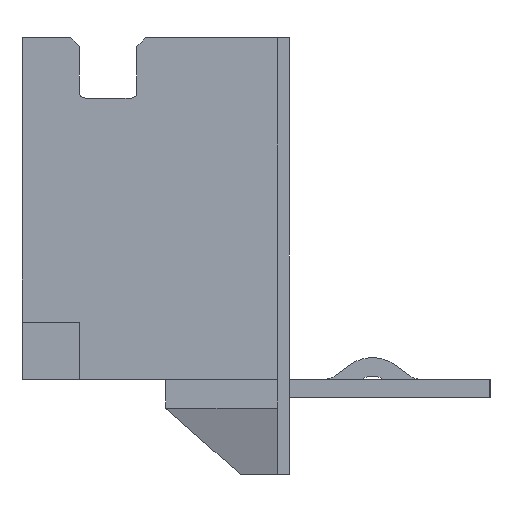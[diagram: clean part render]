
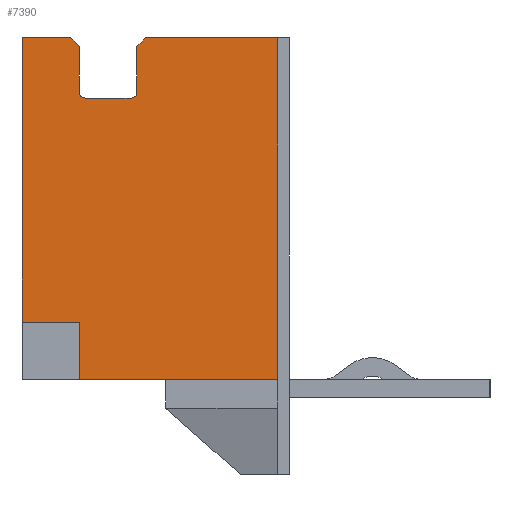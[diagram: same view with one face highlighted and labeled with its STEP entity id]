
A CAD part, left-side view. The second image highlights one B-rep face of the part: STEP entity #7390.
In plain terms, the highlighted planar face has unit normal (-1, 0, 0).
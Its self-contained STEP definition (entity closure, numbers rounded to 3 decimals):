
#120=DIRECTION('',(0.,-1.,0.));
#121=VECTOR('',#120,3.45);
#122=CARTESIAN_POINT('',(-11.,1.325,-2.15));
#123=LINE('',#122,#121);
#300=DIRECTION('',(0.,0.,1.));
#301=VECTOR('',#300,1.);
#302=CARTESIAN_POINT('',(-11.,1.325,-2.15));
#303=LINE('',#302,#301);
#304=DIRECTION('',(0.,-1.,0.));
#305=VECTOR('',#304,1.);
#306=CARTESIAN_POINT('',(-11.,2.325,-1.15));
#307=LINE('',#306,#305);
#308=DIRECTION('',(0.,0.,1.));
#309=VECTOR('',#308,4.95);
#310=CARTESIAN_POINT('',(-11.,2.325,-1.15));
#311=LINE('',#310,#309);
#312=DIRECTION('',(0.,0.,-1.));
#313=VECTOR('',#312,0.8);
#314=CARTESIAN_POINT('',(-11.,1.325,3.65));
#315=LINE('',#314,#313);
#316=CARTESIAN_POINT('',(-11.,1.225,2.85));
#317=DIRECTION('',(1.,0.,0.));
#318=DIRECTION('',(0.,0.,-1.));
#319=AXIS2_PLACEMENT_3D('',#316,#317,#318);
#321=DIRECTION('',(0.,1.,0.));
#322=VECTOR('',#321,0.8);
#323=CARTESIAN_POINT('',(-11.,0.425,2.75));
#324=LINE('',#323,#322);
#325=CARTESIAN_POINT('',(-11.,0.425,2.85));
#326=DIRECTION('',(1.,0.,0.));
#327=DIRECTION('',(0.,-1.,0.));
#328=AXIS2_PLACEMENT_3D('',#325,#326,#327);
#330=DIRECTION('',(0.,0.,-1.));
#331=VECTOR('',#330,0.8);
#332=CARTESIAN_POINT('',(-11.,0.325,3.65));
#333=LINE('',#332,#331);
#334=DIRECTION('',(0.,0.,1.));
#335=VECTOR('',#334,5.95);
#336=CARTESIAN_POINT('',(-11.,-2.125,-2.15));
#337=LINE('',#336,#335);
#432=DIRECTION('',(0.,0.707,-0.707));
#433=VECTOR('',#432,0.212);
#434=CARTESIAN_POINT('',(-11.,0.175,3.8));
#435=LINE('',#434,#433);
#440=DIRECTION('',(0.,-1.,0.));
#441=VECTOR('',#440,0.85);
#442=CARTESIAN_POINT('',(-11.,2.325,3.8));
#443=LINE('',#442,#441);
#460=DIRECTION('',(0.,-1.,0.));
#461=VECTOR('',#460,2.3);
#462=CARTESIAN_POINT('',(-11.,0.175,3.8));
#463=LINE('',#462,#461);
#644=DIRECTION('',(0.,-0.707,-0.707));
#645=VECTOR('',#644,0.212);
#646=CARTESIAN_POINT('',(-11.,1.475,3.8));
#647=LINE('',#646,#645);
#5426=CARTESIAN_POINT('',(-11.,2.325,3.8));
#5428=VERTEX_POINT('',#5426);
#5433=CARTESIAN_POINT('',(-11.,0.325,2.85));
#5434=CARTESIAN_POINT('',(-11.,0.425,2.75));
#5435=VERTEX_POINT('',#5433);
#5436=VERTEX_POINT('',#5434);
#5437=CARTESIAN_POINT('',(-11.,1.225,2.75));
#5438=VERTEX_POINT('',#5437);
#5439=CARTESIAN_POINT('',(-11.,1.325,2.85));
#5440=VERTEX_POINT('',#5439);
#5473=CARTESIAN_POINT('',(-11.,1.475,3.8));
#5474=VERTEX_POINT('',#5473);
#5475=CARTESIAN_POINT('',(-11.,1.325,3.65));
#5476=VERTEX_POINT('',#5475);
#5489=CARTESIAN_POINT('',(-11.,0.175,3.8));
#5491=VERTEX_POINT('',#5489);
#5493=CARTESIAN_POINT('',(-11.,0.325,3.65));
#5495=VERTEX_POINT('',#5493);
#6305=CARTESIAN_POINT('',(-11.,1.325,-2.15));
#6306=CARTESIAN_POINT('',(-11.,1.325,-1.15));
#6307=VERTEX_POINT('',#6305);
#6308=VERTEX_POINT('',#6306);
#6309=CARTESIAN_POINT('',(-11.,2.325,-1.15));
#6310=VERTEX_POINT('',#6309);
#6317=CARTESIAN_POINT('',(-11.,-2.125,-2.15));
#6318=VERTEX_POINT('',#6317);
#6777=CARTESIAN_POINT('',(-11.,-2.125,3.8));
#6778=VERTEX_POINT('',#6777);
#7357=CARTESIAN_POINT('',(-11.,2.325,-3.8));
#7358=DIRECTION('',(-1.,0.,0.));
#7359=DIRECTION('',(0.,-1.,0.));
#7360=AXIS2_PLACEMENT_3D('',#7357,#7358,#7359);
#7361=PLANE('',#7360);
#7362=ORIENTED_EDGE('',*,*,#7347,.T.);
#7364=ORIENTED_EDGE('',*,*,#7363,.F.);
#7366=ORIENTED_EDGE('',*,*,#7365,.T.);
#7368=ORIENTED_EDGE('',*,*,#7367,.T.);
#7370=ORIENTED_EDGE('',*,*,#7369,.T.);
#7372=ORIENTED_EDGE('',*,*,#7371,.T.);
#7374=ORIENTED_EDGE('',*,*,#7373,.F.);
#7376=ORIENTED_EDGE('',*,*,#7375,.F.);
#7378=ORIENTED_EDGE('',*,*,#7377,.F.);
#7380=ORIENTED_EDGE('',*,*,#7379,.F.);
#7382=ORIENTED_EDGE('',*,*,#7381,.F.);
#7384=ORIENTED_EDGE('',*,*,#7383,.T.);
#7386=ORIENTED_EDGE('',*,*,#7385,.F.);
#7387=ORIENTED_EDGE('',*,*,#7169,.F.);
#7388=EDGE_LOOP('',(#7362,#7364,#7366,#7368,#7370,#7372,#7374,#7376,#7378,#7380,
#7382,#7384,#7386,#7387));
#7389=FACE_OUTER_BOUND('',#7388,.F.);
#7390=ADVANCED_FACE('',(#7389),#7361,.T.);
#320=CIRCLE('',#319,0.1);
#329=CIRCLE('',#328,0.1);
#7169=EDGE_CURVE('',#6307,#6318,#123,.T.);
#7347=EDGE_CURVE('',#6307,#6308,#303,.T.);
#7363=EDGE_CURVE('',#6310,#6308,#307,.T.);
#7365=EDGE_CURVE('',#6310,#5428,#311,.T.);
#7367=EDGE_CURVE('',#5428,#5474,#443,.T.);
#7369=EDGE_CURVE('',#5474,#5476,#647,.T.);
#7371=EDGE_CURVE('',#5476,#5440,#315,.T.);
#7373=EDGE_CURVE('',#5438,#5440,#320,.T.);
#7375=EDGE_CURVE('',#5436,#5438,#324,.T.);
#7377=EDGE_CURVE('',#5435,#5436,#329,.T.);
#7379=EDGE_CURVE('',#5495,#5435,#333,.T.);
#7381=EDGE_CURVE('',#5491,#5495,#435,.T.);
#7383=EDGE_CURVE('',#5491,#6778,#463,.T.);
#7385=EDGE_CURVE('',#6318,#6778,#337,.T.);
